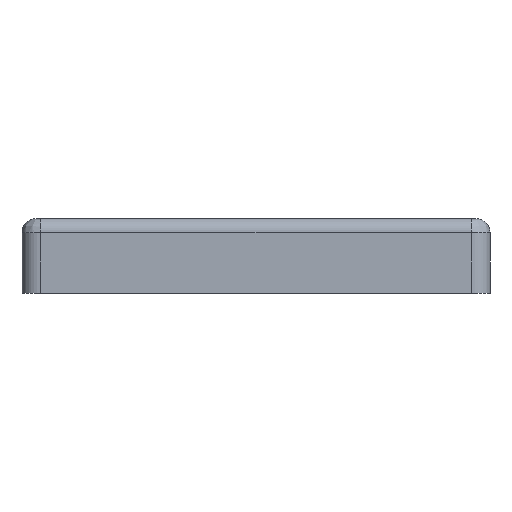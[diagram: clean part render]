
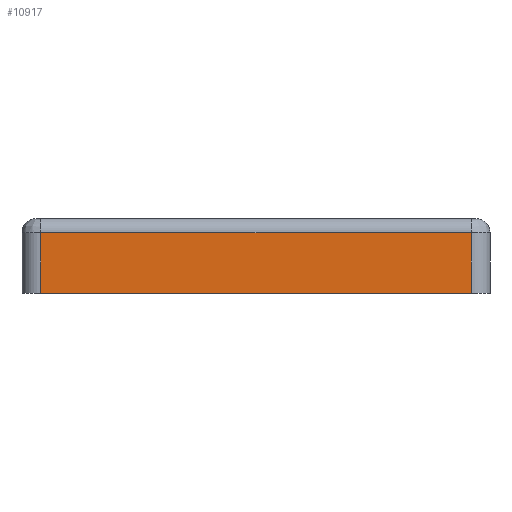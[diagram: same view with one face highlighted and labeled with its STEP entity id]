
A CAD part, front view. The second image highlights one B-rep face of the part: STEP entity #10917.
In plain terms, the highlighted planar face has unit normal (0, -1, 0).
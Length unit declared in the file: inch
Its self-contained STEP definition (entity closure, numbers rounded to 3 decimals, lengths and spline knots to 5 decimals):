
#32 = DIRECTION ( 'NONE',  ( -1., 0., 0. ) ) ;
#339 = CARTESIAN_POINT ( 'NONE',  ( 1.81102, -1.9685, 0. ) ) ;
#427 = VECTOR ( 'NONE', #3499, 39.37008 ) ;
#1240 = CARTESIAN_POINT ( 'NONE',  ( -1.9685, -1.9685, 0. ) ) ;
#1435 = VERTEX_POINT ( 'NONE', #4930 ) ;
#2249 = LINE ( 'NONE', #5963, #11247 ) ;
#2991 = EDGE_CURVE ( 'NONE', #1435, #11096, #2249, .T. ) ;
#3051 = ORIENTED_EDGE ( 'NONE', *, *, #7953, .F. ) ;
#3448 = CARTESIAN_POINT ( 'NONE',  ( -1.81102, -1.9685, 0.51181 ) ) ;
#3499 = DIRECTION ( 'NONE',  ( 0., 0., -1. ) ) ;
#3552 = ORIENTED_EDGE ( 'NONE', *, *, #7282, .F. ) ;
#3663 = CARTESIAN_POINT ( 'NONE',  ( 1.81102, -1.9685, 0.62992 ) ) ;
#4514 = ORIENTED_EDGE ( 'NONE', *, *, #10575, .F. ) ;
#4930 = CARTESIAN_POINT ( 'NONE',  ( -1.81102, -1.9685, 0. ) ) ;
#4951 = LINE ( 'NONE', #3663, #427 ) ;
#5039 = VECTOR ( 'NONE', #6413, 39.37008 ) ;
#5193 = VECTOR ( 'NONE', #32, 39.37008 ) ;
#5318 = VERTEX_POINT ( 'NONE', #6912 ) ;
#5319 = EDGE_LOOP ( 'NONE', ( #4514, #9638, #3051, #3552 ) ) ;
#5470 = LINE ( 'NONE', #1240, #5193 ) ;
#5963 = CARTESIAN_POINT ( 'NONE',  ( -1.81102, -1.9685, 0.62992 ) ) ;
#6413 = DIRECTION ( 'NONE',  ( 1., 0., 0. ) ) ;
#6435 = CARTESIAN_POINT ( 'NONE',  ( -1.9685, -1.9685, 0.51181 ) ) ;
#6912 = CARTESIAN_POINT ( 'NONE',  ( 1.81102, -1.9685, 0.51181 ) ) ;
#7063 = PLANE ( 'NONE',  #7927 ) ;
#7208 = CARTESIAN_POINT ( 'NONE',  ( -1.9685, -1.9685, 0.62992 ) ) ;
#7277 = DIRECTION ( 'NONE',  ( 0., 1., 0. ) ) ;
#7282 = EDGE_CURVE ( 'NONE', #5318, #8367, #4951, .T. ) ;
#7304 = DIRECTION ( 'NONE',  ( 0., 0., 1. ) ) ;
#7842 = DIRECTION ( 'NONE',  ( 0., 0., 1. ) ) ;
#7927 = AXIS2_PLACEMENT_3D ( 'NONE', #7208, #7277, #7304 ) ;
#7953 = EDGE_CURVE ( 'NONE', #8367, #1435, #5470, .T. ) ;
#8367 = VERTEX_POINT ( 'NONE', #339 ) ;
#9638 = ORIENTED_EDGE ( 'NONE', *, *, #2991, .F. ) ;
#9803 = LINE ( 'NONE', #6435, #5039 ) ;
#10575 = EDGE_CURVE ( 'NONE', #11096, #5318, #9803, .T. ) ;
#10917 = ADVANCED_FACE ( 'NONE', ( #11093 ), #7063, .F. ) ;
#11093 = FACE_OUTER_BOUND ( 'NONE', #5319, .T. ) ;
#11096 = VERTEX_POINT ( 'NONE', #3448 ) ;
#11247 = VECTOR ( 'NONE', #7842, 39.37008 ) ;
